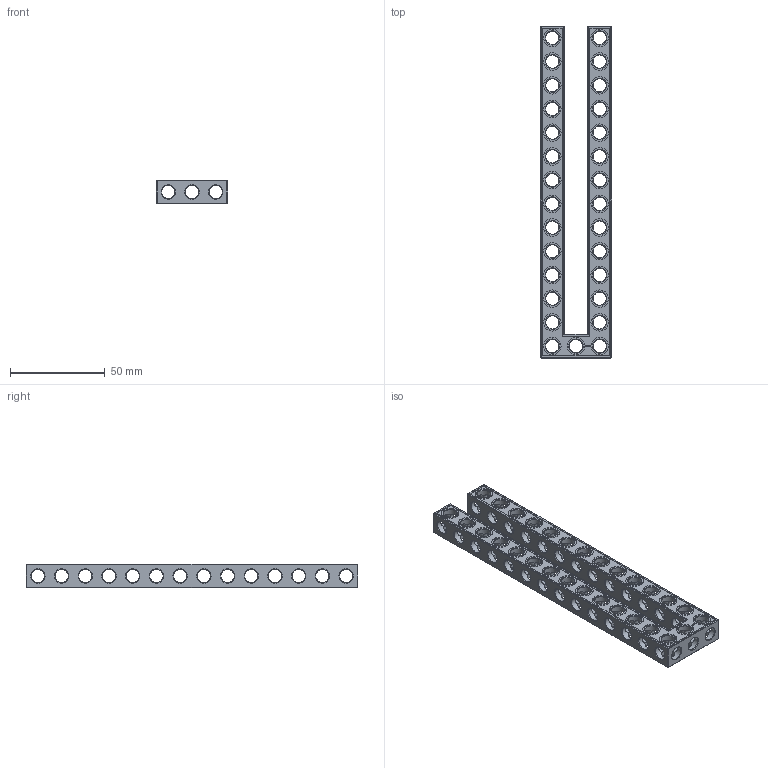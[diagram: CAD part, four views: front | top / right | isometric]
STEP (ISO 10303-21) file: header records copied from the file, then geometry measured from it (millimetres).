
FILE_DESCRIPTION(('FreeCAD Model'),'2;1');
FILE_NAME('Open CASCADE Shape Model','2022-02-22T23:22:39',( 'Paulo Kiefe'),('STEMFIE.org'),'Open CASCADE STEP processor 7.4', 'FreeCAD','Unknown');
FILE_SCHEMA(('AUTOMOTIVE_DESIGN { 1 0 10303 214 1 1 1 1 }'));
Products named in the file (1): Beam_AGD_ESS_USH_SYM_BU03x14x01_-_SPN-BEM-0313_(stemfie.org)
Bounding box: 37.5 x 175 x 12.5 mm (x, y, z)
Volume: 28346.5 mm3; surface area: 25352.8 mm2
Topology: 1 solids, 1 shells, 877 faces, 2620 edges, 1690 vertices
Faces by surface type: plane 410, cylinder 175, extrusion 174, cone 118
Full cylindrical faces by diameter (mm): 6.98 x30, 7 x116, 9.2 x29
Entity records: 192182 total; most frequent: CARTESIAN_POINT 143440, DIRECTION 7726, ORIENTED_EDGE 5240, PCURVE 5240, DEFINITIONAL_REPRESENTATION 5240, VECTOR 5179, LINE 5005, EDGE_CURVE 2620
